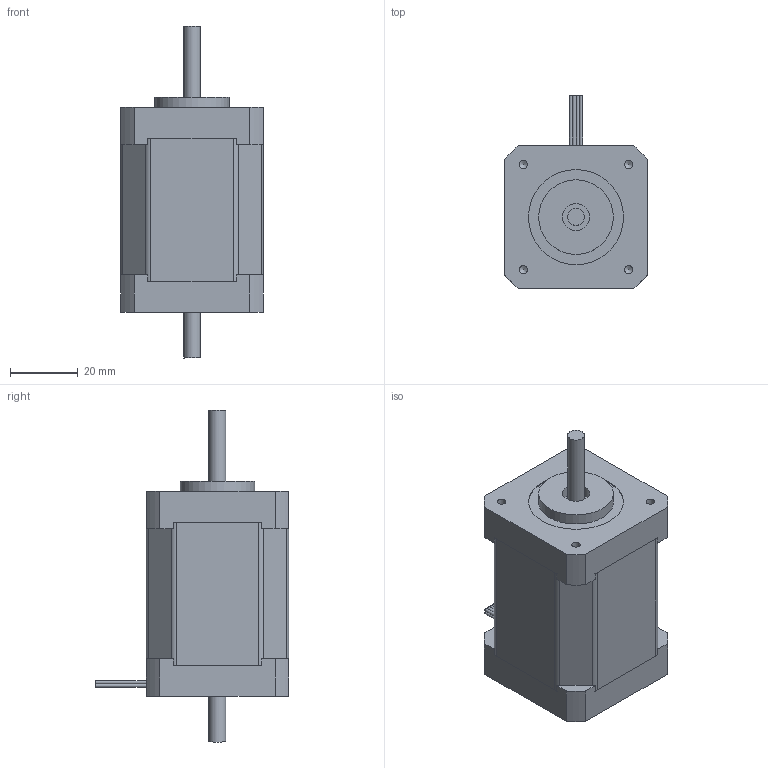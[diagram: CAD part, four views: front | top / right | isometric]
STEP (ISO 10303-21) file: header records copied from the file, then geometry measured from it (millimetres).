
FILE_DESCRIPTION(/* description */ (''),/* implementation_level */ '2;1');
FILE_NAME(/* name */ 'DB42M03.stp',/* time_stamp */ '2017-09-14T10:58:15+02:00',/* author */ ('angelika.schneid'),/* organization */ (''),/* preprocessor_version */ 'ST-DEVELOPER v16.5',/* originating_system */ 'Autodesk Inventor 2017',/* authorisation */ '');
FILE_SCHEMA (('AUTOMOTIVE_DESIGN { 1 0 10303 214 3 1 1 }'));
Length unit declared in the file: millimetre
Products named in the file (1): DB42M
Bounding box: 42 x 57 x 97.8 mm (x, y, z)
Volume: 98839.4 mm3; surface area: 23722.9 mm2
Topology: 17 solids, 17 shells, 291 faces, 695 edges, 441 vertices
Faces by surface type: plane 146, cylinder 71, cone 66, sphere 4, torus 4
Full cylindrical faces by diameter (mm): 1 x4, 2.013 x2, 2.275 x4, 2.459 x4, 2.5 x4, 2.7 x4, 5 x4, 6 x4, 8 x2, 10 x1, 22 x1, 28 x1
Entity records: 8053 total; most frequent: CARTESIAN_POINT 1495, DIRECTION 1426, ORIENTED_EDGE 1256, EDGE_CURVE 618, AXIS2_PLACEMENT_3D 580, VERTEX_POINT 425, EDGE_LOOP 379, FACE_OUTER_BOUND 291
